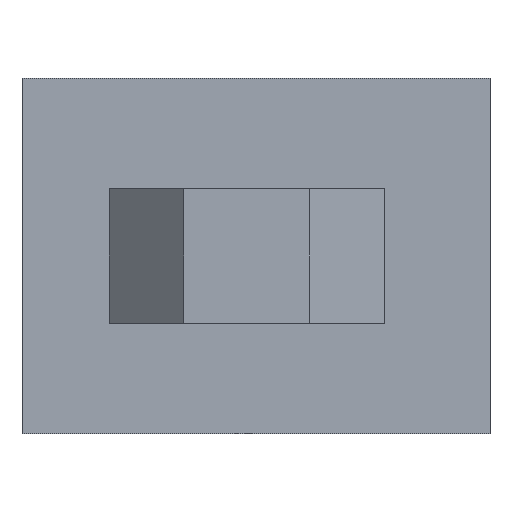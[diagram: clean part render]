
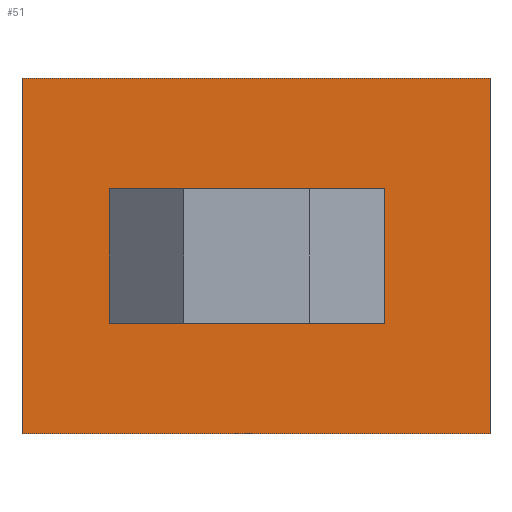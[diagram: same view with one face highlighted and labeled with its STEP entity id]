
A CAD part, left-side view. The second image highlights one B-rep face of the part: STEP entity #51.
In plain terms, the highlighted planar face has unit normal (-1, 0, 0).
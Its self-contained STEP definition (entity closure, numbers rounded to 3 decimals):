
#51 = ADVANCED_FACE ( 'NONE', ( #993, #995 ), #2175, .F. ) ;
#493 = AXIS2_PLACEMENT_3D ( 'NONE', #1809, #1807, #1806 ) ;
#494 = AXIS2_PLACEMENT_3D ( 'NONE', #1819, #1818, #1817 ) ;
#531 = AXIS2_PLACEMENT_3D ( 'NONE', #2177, #2180, #2171 ) ;
#585 = EDGE_CURVE ( 'NONE', #717, #1303, #1210, .T. ) ;
#591 = EDGE_CURVE ( 'NONE', #712, #713, #1221, .T. ) ;
#592 = EDGE_CURVE ( 'NONE', #713, #714, #1216, .T. ) ;
#593 = EDGE_CURVE ( 'NONE', #714, #711, #1222, .T. ) ;
#594 = EDGE_CURVE ( 'NONE', #711, #717, #1225, .T. ) ;
#595 = EDGE_CURVE ( 'NONE', #1303, #712, #1227, .T. ) ;
#596 = EDGE_CURVE ( 'NONE', #715, #1305, #1223, .T. ) ;
#597 = EDGE_CURVE ( 'NONE', #715, #1300, #1228, .T. ) ;
#598 = EDGE_CURVE ( 'NONE', #1300, #1301, #1232, .T. ) ;
#600 = EDGE_CURVE ( 'NONE', #1305, #1301, #1236, .T. ) ;
#670 = ORIENTED_EDGE ( 'NONE', *, *, #598, .F. ) ;
#711 = VERTEX_POINT ( 'NONE', #1669 ) ;
#712 = VERTEX_POINT ( 'NONE', #1668 ) ;
#713 = VERTEX_POINT ( 'NONE', #1667 ) ;
#714 = VERTEX_POINT ( 'NONE', #1662 ) ;
#715 = VERTEX_POINT ( 'NONE', #1653 ) ;
#717 = VERTEX_POINT ( 'NONE', #1648 ) ;
#723 = ORIENTED_EDGE ( 'NONE', *, *, #596, .T. ) ;
#724 = ORIENTED_EDGE ( 'NONE', *, *, #595, .F. ) ;
#745 = EDGE_LOOP ( 'NONE', ( #1762, #670, #1525, #723 ) ) ;
#783 = EDGE_LOOP ( 'NONE', ( #724, #1326, #814, #815, #816, #817 ) ) ;
#814 = ORIENTED_EDGE ( 'NONE', *, *, #594, .F. ) ;
#815 = ORIENTED_EDGE ( 'NONE', *, *, #593, .F. ) ;
#816 = ORIENTED_EDGE ( 'NONE', *, *, #592, .F. ) ;
#817 = ORIENTED_EDGE ( 'NONE', *, *, #591, .F. ) ;
#993 = FACE_OUTER_BOUND ( 'NONE', #745, .T. ) ;
#995 = FACE_BOUND ( 'NONE', #783, .T. ) ;
#1210 = LINE ( 'NONE', #1849, #1214 ) ;
#1214 = VECTOR ( 'NONE', #1858, 1000. ) ;
#1216 = LINE ( 'NONE', #1821, #1224 ) ;
#1221 = CIRCLE ( 'NONE', #494, 3.5 ) ;
#1222 = LINE ( 'NONE', #1822, #1226 ) ;
#1223 = LINE ( 'NONE', #1810, #1231 ) ;
#1224 = VECTOR ( 'NONE', #1828, 1000. ) ;
#1225 = CIRCLE ( 'NONE', #493, 3.5 ) ;
#1226 = VECTOR ( 'NONE', #1815, 1000. ) ;
#1227 = LINE ( 'NONE', #1816, #1229 ) ;
#1228 = LINE ( 'NONE', #1813, #1233 ) ;
#1229 = VECTOR ( 'NONE', #1842, 1000. ) ;
#1231 = VECTOR ( 'NONE', #1804, 1000. ) ;
#1232 = LINE ( 'NONE', #1800, #1235 ) ;
#1233 = VECTOR ( 'NONE', #1802, 1000. ) ;
#1235 = VECTOR ( 'NONE', #1798, 1000. ) ;
#1236 = LINE ( 'NONE', #1794, #1239 ) ;
#1239 = VECTOR ( 'NONE', #1793, 1000. ) ;
#1300 = VERTEX_POINT ( 'NONE', #1640 ) ;
#1301 = VERTEX_POINT ( 'NONE', #1611 ) ;
#1303 = VERTEX_POINT ( 'NONE', #1630 ) ;
#1305 = VERTEX_POINT ( 'NONE', #1624 ) ;
#1326 = ORIENTED_EDGE ( 'NONE', *, *, #585, .F. ) ;
#1525 = ORIENTED_EDGE ( 'NONE', *, *, #597, .F. ) ;
#1611 = CARTESIAN_POINT ( 'NONE',  ( 0., -25., 0. ) ) ;
#1624 = CARTESIAN_POINT ( 'NONE',  ( 0., 0., 0. ) ) ;
#1630 = CARTESIAN_POINT ( 'NONE',  ( 0., -16., 6.25 ) ) ;
#1640 = CARTESIAN_POINT ( 'NONE',  ( 0., -25., 19. ) ) ;
#1648 = CARTESIAN_POINT ( 'NONE',  ( 0., -11.5, 6.25 ) ) ;
#1653 = CARTESIAN_POINT ( 'NONE',  ( 0., 0., 19. ) ) ;
#1662 = CARTESIAN_POINT ( 'NONE',  ( 0., -8., 12.75 ) ) ;
#1667 = CARTESIAN_POINT ( 'NONE',  ( 0., -12.5, 12.75 ) ) ;
#1668 = CARTESIAN_POINT ( 'NONE',  ( 0., -16., 9.25 ) ) ;
#1669 = CARTESIAN_POINT ( 'NONE',  ( 0., -8., 9.75 ) ) ;
#1762 = ORIENTED_EDGE ( 'NONE', *, *, #600, .T. ) ;
#1793 = DIRECTION ( 'NONE',  ( 0., -1., 0. ) ) ;
#1794 = CARTESIAN_POINT ( 'NONE',  ( 0., 0., 0. ) ) ;
#1798 = DIRECTION ( 'NONE',  ( 0., 0., -1. ) ) ;
#1800 = CARTESIAN_POINT ( 'NONE',  ( 0., -25., 19. ) ) ;
#1802 = DIRECTION ( 'NONE',  ( 0., -1., 0. ) ) ;
#1804 = DIRECTION ( 'NONE',  ( 0., 0., -1. ) ) ;
#1806 = DIRECTION ( 'NONE',  ( 0., -1., 0. ) ) ;
#1807 = DIRECTION ( 'NONE',  ( -1., 0., 0. ) ) ;
#1809 = CARTESIAN_POINT ( 'NONE',  ( 0., -11.5, 9.75 ) ) ;
#1810 = CARTESIAN_POINT ( 'NONE',  ( 0., 0., 19. ) ) ;
#1813 = CARTESIAN_POINT ( 'NONE',  ( 0., 0., 19. ) ) ;
#1815 = DIRECTION ( 'NONE',  ( 0., 0., -1. ) ) ;
#1816 = CARTESIAN_POINT ( 'NONE',  ( 0., -16., 6.25 ) ) ;
#1817 = DIRECTION ( 'NONE',  ( 0., -1., 0. ) ) ;
#1818 = DIRECTION ( 'NONE',  ( -1., 0., 0. ) ) ;
#1819 = CARTESIAN_POINT ( 'NONE',  ( 0., -12.5, 9.25 ) ) ;
#1821 = CARTESIAN_POINT ( 'NONE',  ( 0., -8., 12.75 ) ) ;
#1822 = CARTESIAN_POINT ( 'NONE',  ( 0., -8., 9.75 ) ) ;
#1828 = DIRECTION ( 'NONE',  ( 0., 1., 0. ) ) ;
#1842 = DIRECTION ( 'NONE',  ( 0., 0., 1. ) ) ;
#1849 = CARTESIAN_POINT ( 'NONE',  ( 0., -11.5, 6.25 ) ) ;
#1858 = DIRECTION ( 'NONE',  ( 0., -1., 0. ) ) ;
#2171 = DIRECTION ( 'NONE',  ( 0., 1., 0. ) ) ;
#2175 = PLANE ( 'NONE',  #531 ) ;
#2177 = CARTESIAN_POINT ( 'NONE',  ( 0., 0., 19. ) ) ;
#2180 = DIRECTION ( 'NONE',  ( 1., 0., 0. ) ) ;
